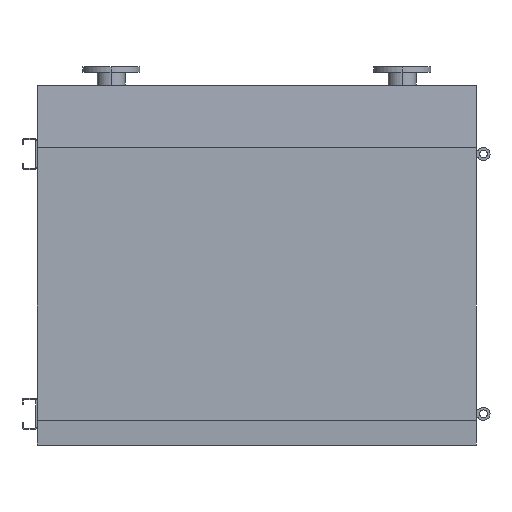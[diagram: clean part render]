
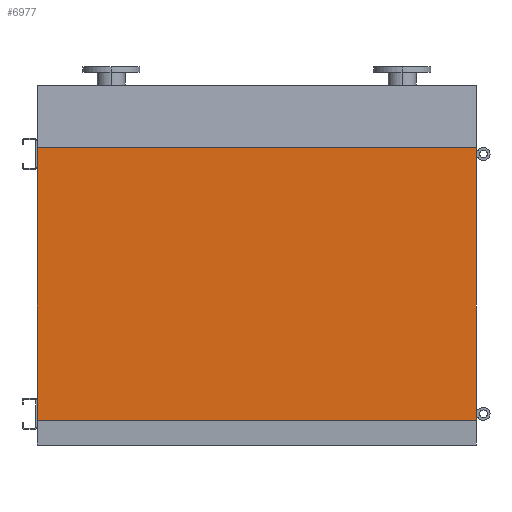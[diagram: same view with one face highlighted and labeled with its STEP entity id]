
A CAD part, front view. The second image highlights one B-rep face of the part: STEP entity #6977.
In plain terms, the highlighted planar face has unit normal (0, -1, 0).
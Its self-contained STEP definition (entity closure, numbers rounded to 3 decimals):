
#188 = LINE ( 'NONE', #1349, #593 ) ;
#471 = PLANE ( 'NONE',  #1059 ) ;
#568 = LINE ( 'NONE', #1767, #1967 ) ;
#593 = VECTOR ( 'NONE', #6281, 1000. ) ;
#1059 = AXIS2_PLACEMENT_3D ( 'NONE', #5378, #1494, #4250 ) ;
#1151 = ORIENTED_EDGE ( 'NONE', *, *, #6747, .F. ) ;
#1349 = CARTESIAN_POINT ( 'NONE',  ( -845., 0., 0. ) ) ;
#1404 = CARTESIAN_POINT ( 'NONE',  ( -845., 0., -1050. ) ) ;
#1470 = VECTOR ( 'NONE', #7000, 1000. ) ;
#1494 = DIRECTION ( 'NONE',  ( 0., -1., 0. ) ) ;
#1751 = EDGE_CURVE ( 'NONE', #5460, #4970, #4196, .T. ) ;
#1767 = CARTESIAN_POINT ( 'NONE',  ( 845., 0., -1050. ) ) ;
#1967 = VECTOR ( 'NONE', #7205, 1000. ) ;
#2014 = FACE_OUTER_BOUND ( 'NONE', #2639, .T. ) ;
#2304 = VERTEX_POINT ( 'NONE', #6207 ) ;
#2487 = EDGE_CURVE ( 'NONE', #6085, #2304, #568, .T. ) ;
#2639 = EDGE_LOOP ( 'NONE', ( #1151, #5539, #5829, #4147 ) ) ;
#3944 = CARTESIAN_POINT ( 'NONE',  ( -845., 0., -1050. ) ) ;
#4147 = ORIENTED_EDGE ( 'NONE', *, *, #2487, .T. ) ;
#4165 = CARTESIAN_POINT ( 'NONE',  ( 845., 0., -1050. ) ) ;
#4196 = LINE ( 'NONE', #1404, #1470 ) ;
#4250 = DIRECTION ( 'NONE',  ( 0., 0., -1. ) ) ;
#4414 = LINE ( 'NONE', #3944, #6816 ) ;
#4970 = VERTEX_POINT ( 'NONE', #6612 ) ;
#5071 = DIRECTION ( 'NONE',  ( 1., 0., 0. ) ) ;
#5378 = CARTESIAN_POINT ( 'NONE',  ( -845., 0., -1050. ) ) ;
#5460 = VERTEX_POINT ( 'NONE', #6400 ) ;
#5539 = ORIENTED_EDGE ( 'NONE', *, *, #1751, .F. ) ;
#5829 = ORIENTED_EDGE ( 'NONE', *, *, #5950, .T. ) ;
#5950 = EDGE_CURVE ( 'NONE', #5460, #6085, #4414, .T. ) ;
#6085 = VERTEX_POINT ( 'NONE', #4165 ) ;
#6207 = CARTESIAN_POINT ( 'NONE',  ( 845., 0., 0. ) ) ;
#6281 = DIRECTION ( 'NONE',  ( 1., 0., 0. ) ) ;
#6400 = CARTESIAN_POINT ( 'NONE',  ( -845., 0., -1050. ) ) ;
#6612 = CARTESIAN_POINT ( 'NONE',  ( -845., 0., 0. ) ) ;
#6747 = EDGE_CURVE ( 'NONE', #4970, #2304, #188, .T. ) ;
#6816 = VECTOR ( 'NONE', #5071, 1000. ) ;
#6977 = ADVANCED_FACE ( 'NONE', ( #2014 ), #471, .T. ) ;
#7000 = DIRECTION ( 'NONE',  ( 0., 0., 1. ) ) ;
#7205 = DIRECTION ( 'NONE',  ( 0., 0., 1. ) ) ;
